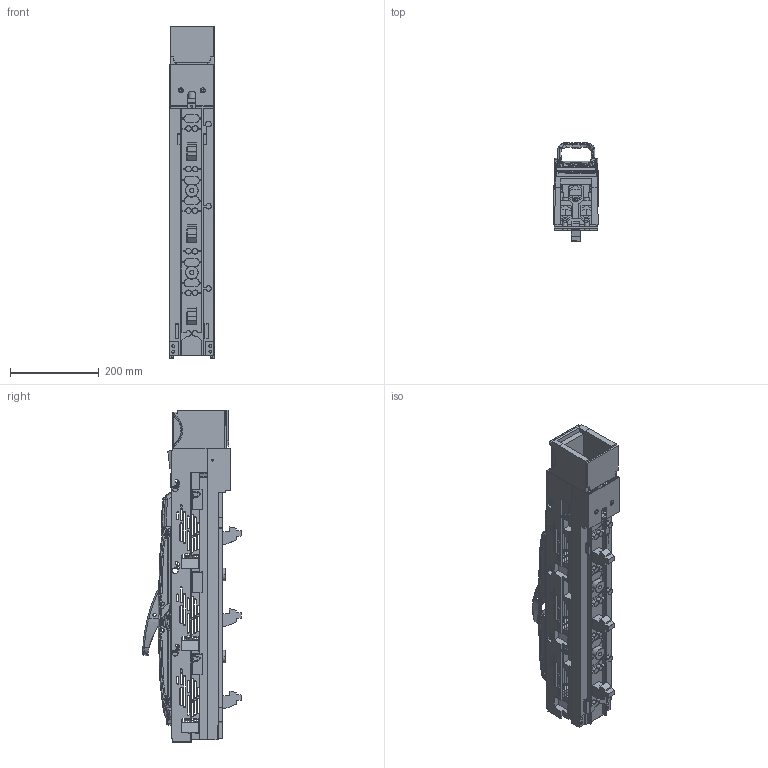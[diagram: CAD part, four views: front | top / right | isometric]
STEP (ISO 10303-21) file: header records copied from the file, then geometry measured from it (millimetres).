
FILE_DESCRIPTION((''),'2;1');
FILE_NAME('3D_STP-20220523','2022-05-23T10:46:35',('Administrator'),(''),'CREO PARAMETRIC BY PTC INC, 2016390','CREO PARAMETRIC BY PTC INC, 2016390','');
FILE_SCHEMA(('CONFIG_CONTROL_DESIGN'));
Products named in the file (1): 3D_STP-20220523
Bounding box: 100 x 222.25 x 748.08 mm (x, y, z)
Volume: 592138.4 mm3; surface area: 1018608.8 mm2
Topology: 1 solids, 35 shells, 3550 faces, 11599 edges, 8041 vertices
Faces by surface type: plane 1768, cylinder 737, bspline 438, extrusion 380, torus 149, sphere 41, cone 37
Entity records: 243042 total; most frequent: CARTESIAN_POINT 149246, ORIENTED_EDGE 21553, DIRECTION 15218, EDGE_CURVE 11553, VERTEX_POINT 8040, VECTOR 6440, LINE 6060, AXIS2_PLACEMENT_3D 4389
